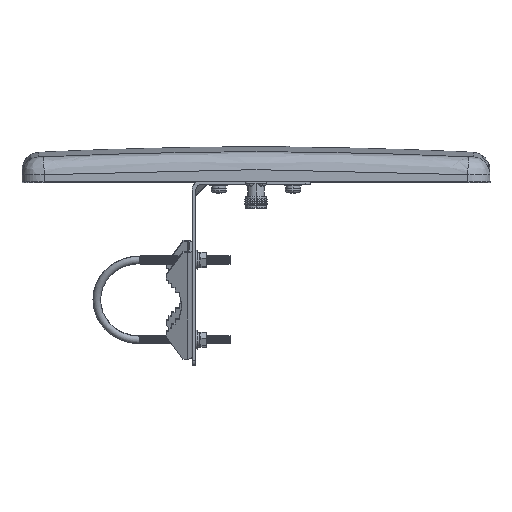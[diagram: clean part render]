
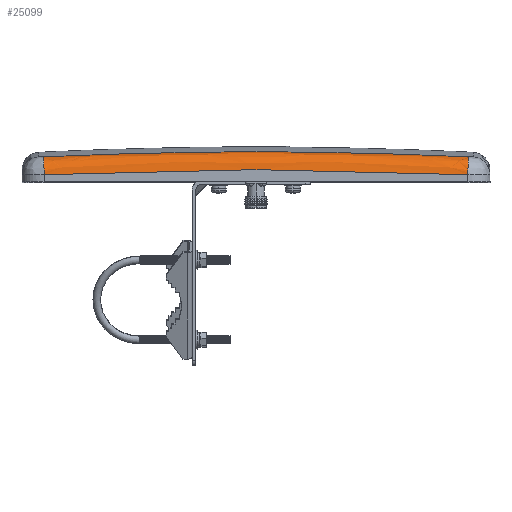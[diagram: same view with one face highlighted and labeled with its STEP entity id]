
A CAD part, top view. The second image highlights one B-rep face of the part: STEP entity #25099.
In plain terms, the highlighted free-form (B-spline) face has degree [3, 3] with [4, 4] control points.
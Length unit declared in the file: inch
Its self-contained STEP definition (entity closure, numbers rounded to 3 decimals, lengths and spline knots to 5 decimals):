
#1088 = FACE_OUTER_BOUND ( 'NONE', #78601, .T. ) ;
#1910 = CARTESIAN_POINT ( 'NONE',  ( 5.61024, 0.33403, 6.20079 ) ) ;
#4641 = ORIENTED_EDGE ( 'NONE', *, *, #66123, .F. ) ;
#5348 = DIRECTION ( 'NONE',  ( 0., 0., -1. ) ) ;
#6823 = ORIENTED_EDGE ( 'NONE', *, *, #78218, .F. ) ;
#8139 = CARTESIAN_POINT ( 'NONE',  ( -5.63256, 0.80539, 5.75114 ) ) ;
#8915 = CARTESIAN_POINT ( 'NONE',  ( -5.63256, 0.80539, 5.75114 ) ) ;
#10761 = CARTESIAN_POINT ( 'NONE',  ( 0., -118.10364, 5.75114 ) ) ;
#11953 = CARTESIAN_POINT ( 'NONE',  ( -5.63196, 0.79255, 6.0171 ) ) ;
#14291 = CARTESIAN_POINT ( 'NONE',  ( 5.62283, 0.6, 6.20079 ) ) ;
#15104 = CARTESIAN_POINT ( 'NONE',  ( 5.63256, 0.80539, 5.75114 ) ) ;
#18066 = CARTESIAN_POINT ( 'NONE',  ( 5.63256, 0.80539, 5.75114 ) ) ;
#20849 = CARTESIAN_POINT ( 'NONE',  ( 1.87892, 0.98319, 5.75114 ) ) ;
#22059 = CARTESIAN_POINT ( 'NONE',  ( 1.87148, 0.51113, 6.20079 ) ) ;
#23040 = CARTESIAN_POINT ( 'NONE',  ( -5.61024, 0.33403, 6.20079 ) ) ;
#23828 = CARTESIAN_POINT ( 'NONE',  ( 5.63154, 0.78369, 6.20079 ) ) ;
#24185 =( BOUNDED_SURFACE ( )  B_SPLINE_SURFACE ( 3, 3, ( 
 ( #8139, #70803, #20849, #15104 ),
 ( #65795, #53487, #52685, #27054 ),
 ( #28254, #64965, #26671, #14291 ),
 ( #34503, #78529, #22059, #71583 ) ),
 .UNSPECIFIED., .F., .F., .F. ) 
 B_SPLINE_SURFACE_WITH_KNOTS ( ( 4, 4 ),
 ( 4, 4 ),
 ( 0., 1. ),
 ( 0., 1. ),
 .UNSPECIFIED. ) 
 GEOMETRIC_REPRESENTATION_ITEM ( )  RATIONAL_B_SPLINE_SURFACE ( (
 ( 1., 0.999, 0.999, 1.),
 ( 0.816, 0.815, 0.815, 0.816),
 ( 0.816, 0.815, 0.815, 0.816),
 ( 1., 0.999, 0.999, 1.) ) ) 
 REPRESENTATION_ITEM ( '' )  SURFACE ( )  );
#25099 = ADVANCED_FACE ( 'NONE', ( #1088 ), #24185, .T. ) ;
#25578 = VERTEX_POINT ( 'NONE', #41839 ) ;
#26671 = CARTESIAN_POINT ( 'NONE',  ( 1.87568, 0.7775, 6.20079 ) ) ;
#27054 = CARTESIAN_POINT ( 'NONE',  ( 5.63196, 0.79255, 6.0171 ) ) ;
#28254 = CARTESIAN_POINT ( 'NONE',  ( -5.62283, 0.6, 6.20079 ) ) ;
#29019 =( BOUNDED_CURVE ( )  B_SPLINE_CURVE ( 3, ( #37728, #44334, #62874, #63667 ),
 .UNSPECIFIED., .F., .F. ) 
 B_SPLINE_CURVE_WITH_KNOTS ( ( 4, 4 ),
 ( 0., 1. ),
 .UNSPECIFIED. ) 
 CURVE ( )  GEOMETRIC_REPRESENTATION_ITEM ( )  RATIONAL_B_SPLINE_CURVE ( ( 1., 0.999, 0.999, 1. ) ) 
 REPRESENTATION_ITEM ( '' )  );
#29669 = CARTESIAN_POINT ( 'NONE',  ( -5.62283, 0.6, 6.20079 ) ) ;
#33163 = VERTEX_POINT ( 'NONE', #8915 ) ;
#34503 = CARTESIAN_POINT ( 'NONE',  ( -5.61024, 0.33403, 6.20079 ) ) ;
#35914 = DIRECTION ( 'NONE',  ( -0.048, 0.999, 0. ) ) ;
#37728 = CARTESIAN_POINT ( 'NONE',  ( -5.61024, 0.33403, 6.20079 ) ) ;
#40498 = AXIS2_PLACEMENT_3D ( 'NONE', #10761, #5348, #35914 ) ;
#41839 = CARTESIAN_POINT ( 'NONE',  ( -5.61024, 0.33403, 6.20079 ) ) ;
#44334 = CARTESIAN_POINT ( 'NONE',  ( -1.87148, 0.51113, 6.20079 ) ) ;
#50138 = EDGE_CURVE ( 'NONE', #25578, #72459, #29019, .T. ) ;
#52685 = CARTESIAN_POINT ( 'NONE',  ( 1.87872, 0.97034, 6.0171 ) ) ;
#53487 = CARTESIAN_POINT ( 'NONE',  ( -1.87872, 0.97034, 6.0171 ) ) ;
#54985 = CIRCLE ( 'NONE', #40498, 119.04236 ) ;
#57465 =( BOUNDED_CURVE ( )  B_SPLINE_CURVE ( 2, ( #18066, #23828, #66736 ),
 .UNSPECIFIED., .F., .F. ) 
 B_SPLINE_CURVE_WITH_KNOTS ( ( 3, 3 ),
 ( 0., 1. ),
 .UNSPECIFIED. ) 
 CURVE ( )  GEOMETRIC_REPRESENTATION_ITEM ( )  RATIONAL_B_SPLINE_CURVE ( ( 1., 0.724, 1. ) ) 
 REPRESENTATION_ITEM ( '' )  );
#58815 = ORIENTED_EDGE ( 'NONE', *, *, #50138, .T. ) ;
#61110 = CARTESIAN_POINT ( 'NONE',  ( 5.63256, 0.80539, 5.75114 ) ) ;
#62227 = VERTEX_POINT ( 'NONE', #61110 ) ;
#62874 = CARTESIAN_POINT ( 'NONE',  ( 1.87148, 0.51113, 6.20079 ) ) ;
#63667 = CARTESIAN_POINT ( 'NONE',  ( 5.61024, 0.33403, 6.20079 ) ) ;
#64965 = CARTESIAN_POINT ( 'NONE',  ( -1.87568, 0.7775, 6.20079 ) ) ;
#65795 = CARTESIAN_POINT ( 'NONE',  ( -5.63196, 0.79255, 6.0171 ) ) ;
#66123 = EDGE_CURVE ( 'NONE', #62227, #72459, #57465, .T. ) ;
#66736 = CARTESIAN_POINT ( 'NONE',  ( 5.61024, 0.33403, 6.20079 ) ) ;
#70803 = CARTESIAN_POINT ( 'NONE',  ( -1.87892, 0.98319, 5.75114 ) ) ;
#71583 = CARTESIAN_POINT ( 'NONE',  ( 5.61024, 0.33403, 6.20079 ) ) ;
#72459 = VERTEX_POINT ( 'NONE', #1910 ) ;
#73798 =( BOUNDED_CURVE ( )  B_SPLINE_CURVE ( 3, ( #80734, #11953, #29669, #23040 ),
 .UNSPECIFIED., .F., .F. ) 
 B_SPLINE_CURVE_WITH_KNOTS ( ( 4, 4 ),
 ( 0., 1. ),
 .UNSPECIFIED. ) 
 CURVE ( )  GEOMETRIC_REPRESENTATION_ITEM ( )  RATIONAL_B_SPLINE_CURVE ( ( 1., 0.816, 0.816, 1. ) ) 
 REPRESENTATION_ITEM ( '' )  );
#77351 = EDGE_CURVE ( 'NONE', #33163, #25578, #73798, .T. ) ;
#77843 = ORIENTED_EDGE ( 'NONE', *, *, #77351, .T. ) ;
#78218 = EDGE_CURVE ( 'NONE', #33163, #62227, #54985, .T. ) ;
#78529 = CARTESIAN_POINT ( 'NONE',  ( -1.87148, 0.51113, 6.20079 ) ) ;
#78601 = EDGE_LOOP ( 'NONE', ( #4641, #6823, #77843, #58815 ) ) ;
#80734 = CARTESIAN_POINT ( 'NONE',  ( -5.63256, 0.80539, 5.75114 ) ) ;
